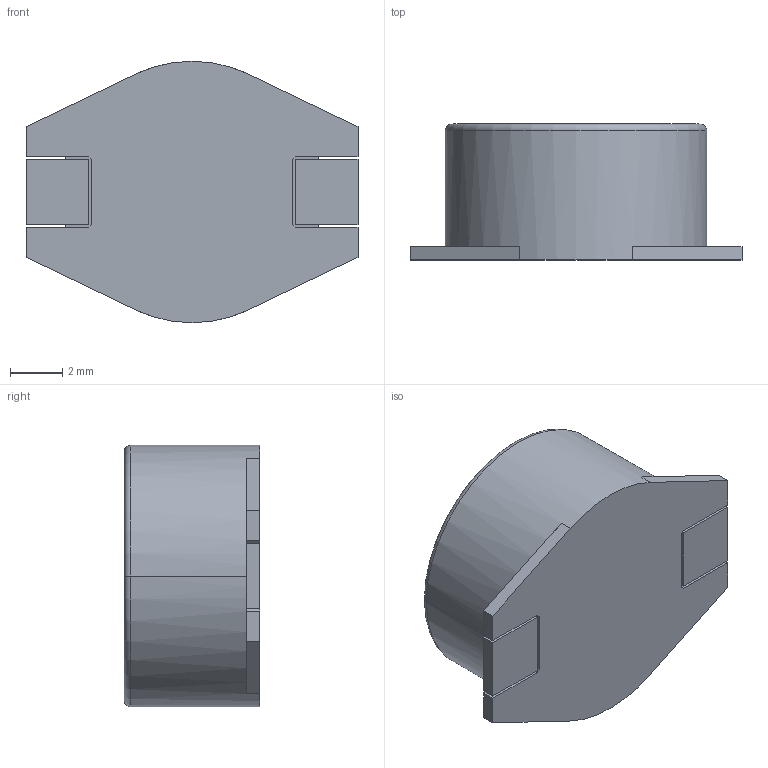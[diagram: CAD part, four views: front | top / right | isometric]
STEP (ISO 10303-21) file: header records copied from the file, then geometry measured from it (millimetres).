
FILE_DESCRIPTION(('STEP AP214'),'1');
FILE_NAME('srr1005-100m.stp','2017-04-27T13:33:55',('TraceParts'),('TraceParts S.A.'),'Spatial InterOp 3D',' ',' ');
FILE_SCHEMA(('automotive_design'));
Length unit declared in the file: millimetre
Products named in the file (1): srr1005-100m
Bounding box: 12.7 x 5.2 x 10 mm (x, y, z)
Volume: 414.1 mm3; surface area: 401.3 mm2
Topology: 1 solids, 1 shells, 62 faces, 164 edges, 106 vertices
Faces by surface type: plane 44, cylinder 10, cone 4, torus 4
Entity records: 1939 total; most frequent: CARTESIAN_POINT 349, DIRECTION 334, ORIENTED_EDGE 328, EDGE_CURVE 164, LINE 112, VECTOR 112, AXIS2_PLACEMENT_3D 111, VERTEX_POINT 106
